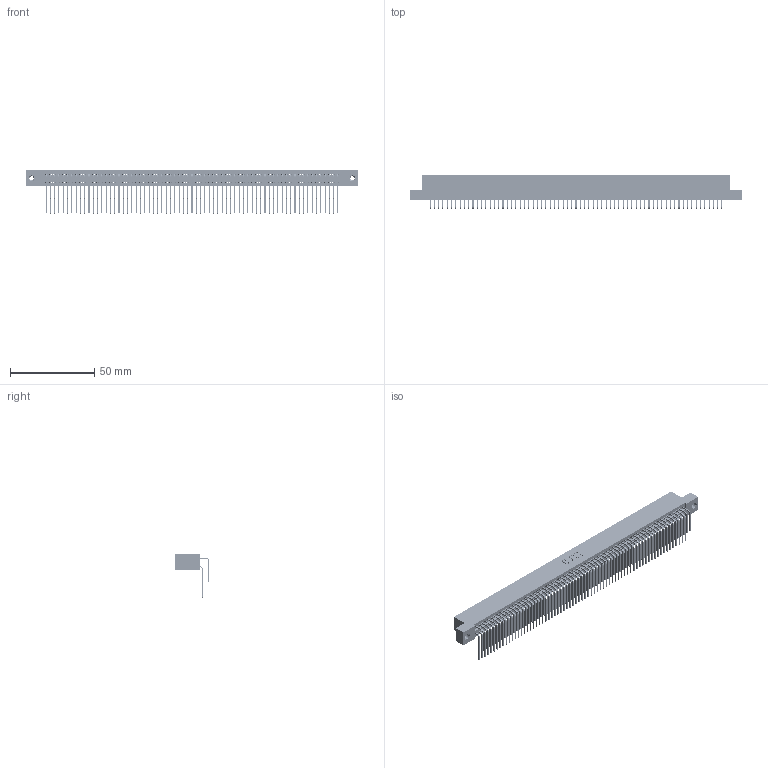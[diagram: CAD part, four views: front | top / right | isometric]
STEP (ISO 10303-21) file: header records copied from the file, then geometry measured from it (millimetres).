
FILE_DESCRIPTION (( 'STEP AP203' ), '1' );
FILE_NAME ('345-138-559-207.STEP', '2018-10-20T20:57:31', ( '' ), ( '' ), 'SwSTEP 2.0', 'SolidWorks 2016', '' );
FILE_SCHEMA (( 'CONFIG_CONTROL_DESIGN' ));
Length unit declared in the file: inch
Products named in the file (5): 345-138-559-207; 345-292-001_559 Tail - 2; 345 Part_Flush Mounting Lugs - 0.156 Dia-TI; 345-250-001_345-250-005-103; 345-292-001_558 559 Tail - 1
Assembly tree (141 placements, depth 2):
  345-138-559-207
    345 Part_Flush Mounting Lugs - 0.156 Dia-TI
    345-292-001_558 559 Tail - 1  x69
    345-292-001_559 Tail - 2  x69
    345-250-001_345-250-005-103  x2
Bounding box: 196.47 x 20.56 x 25.53 mm (x, y, z)
Volume: 20118.4 mm3; surface area: 34032.6 mm2
Topology: 141 solids, 141 shells, 7362 faces, 21867 edges, 14386 vertices
Faces by surface type: plane 4942, cylinder 2404, cone 12, torus 4
Entity records: 53342 total; most frequent: CARTESIAN_POINT 8942, ORIENTED_EDGE 8818, DIRECTION 7851, EDGE_CURVE 4409, VECTOR 3941, LINE 3941, VERTEX_POINT 2932, AXIS2_PLACEMENT_3D 1955
